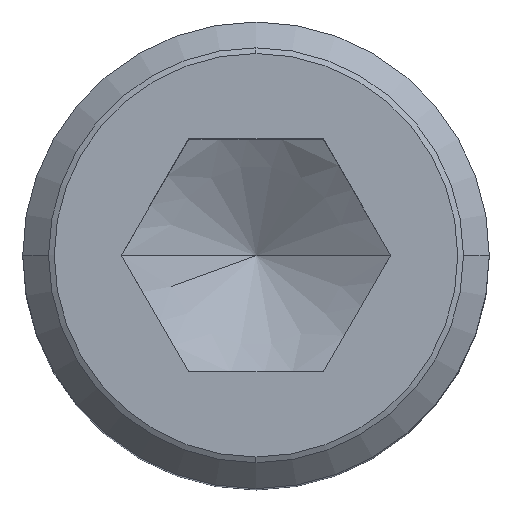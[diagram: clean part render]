
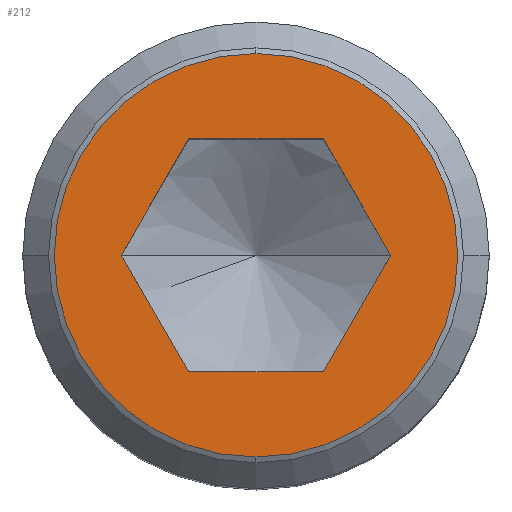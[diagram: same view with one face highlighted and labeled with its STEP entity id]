
A CAD part, top view. The second image highlights one B-rep face of the part: STEP entity #212.
In plain terms, the highlighted planar face has unit normal (0, 0, 1).
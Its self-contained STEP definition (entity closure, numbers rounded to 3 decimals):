
#140=EDGE_CURVE('',#250,#222,#357,.T.);
#152=VERTEX_POINT('',#370);
#154=EDGE_CURVE('',#280,#250,#372,.T.);
#156=EDGE_CURVE('',#202,#290,#374,.T.);
#190=EDGE_CURVE('',#222,#152,#408,.T.);
#200=VERTEX_POINT('',#418);
#202=VERTEX_POINT('',#420);
#204=EDGE_CURVE('',#152,#202,#422,.T.);
#212=ADVANCED_FACE('',(#431,#432),#433,.T.);
#214=EDGE_CURVE('',#234,#200,#435,.T.);
#222=VERTEX_POINT('',#445);
#230=EDGE_CURVE('',#200,#234,#453,.T.);
#234=VERTEX_POINT('',#457);
#250=VERTEX_POINT('',#476);
#280=VERTEX_POINT('',#511);
#290=VERTEX_POINT('',#522);
#296=EDGE_CURVE('',#290,#280,#528,.T.);
#357=LINE('',#604,#605);
#370=CARTESIAN_POINT('',(2.887,-5.0,0.));
#372=LINE('',#625,#626);
#374=LINE('',#629,#630);
#408=LINE('',#685,#686);
#418=CARTESIAN_POINT('',(0.,8.647,0.));
#420=CARTESIAN_POINT('',(-2.887,-5.0,0.));
#422=LINE('',#705,#706);
#431=FACE_BOUND('',#717,.T.);
#432=FACE_OUTER_BOUND('',#718,.T.);
#433=PLANE('',#719);
#435=CIRCLE('',#722,8.647);
#445=CARTESIAN_POINT('',(5.774,0.0,0.));
#453=CIRCLE('',#763,8.647);
#457=CARTESIAN_POINT('',(0.,-8.647,0.));
#476=CARTESIAN_POINT('',(2.887,5.0,0.));
#511=CARTESIAN_POINT('',(-2.887,5.0,0.));
#522=CARTESIAN_POINT('',(-5.774,0.0,0.));
#528=LINE('',#872,#873);
#604=CARTESIAN_POINT('',(5.052,1.25,0.));
#605=VECTOR('',#926,1.0);
#625=CARTESIAN_POINT('',(1.443,5.0,0.));
#626=VECTOR('',#937,1.0);
#629=CARTESIAN_POINT('',(-5.052,-1.25,0.));
#630=VECTOR('',#938,1.0);
#685=CARTESIAN_POINT('',(3.608,-3.75,0.));
#686=VECTOR('',#954,1.0);
#705=CARTESIAN_POINT('',(-1.443,-5.0,0.));
#706=VECTOR('',#962,1.0);
#717=EDGE_LOOP('',(#973,#974,#975,#976,#977,#978));
#718=EDGE_LOOP('',(#979,#980));
#719=AXIS2_PLACEMENT_3D('',#981,#982,#983);
#722=AXIS2_PLACEMENT_3D('',#984,#985,#986);
#763=AXIS2_PLACEMENT_3D('',#1005,#1006,#1007);
#872=CARTESIAN_POINT('',(-3.608,3.75,0.));
#873=VECTOR('',#1100,1.0);
#926=DIRECTION('',(0.5,-0.866,0.));
#937=DIRECTION('',(1.0,0.0,0.0));
#938=DIRECTION('',(-0.5,0.866,0.));
#954=DIRECTION('',(-0.5,-0.866,0.));
#962=DIRECTION('',(-1.0,0.0,0.0));
#973=ORIENTED_EDGE('',*,*,#156,.T.);
#974=ORIENTED_EDGE('',*,*,#296,.T.);
#975=ORIENTED_EDGE('',*,*,#154,.T.);
#976=ORIENTED_EDGE('',*,*,#140,.T.);
#977=ORIENTED_EDGE('',*,*,#190,.T.);
#978=ORIENTED_EDGE('',*,*,#204,.T.);
#979=ORIENTED_EDGE('',*,*,#230,.T.);
#980=ORIENTED_EDGE('',*,*,#214,.T.);
#981=CARTESIAN_POINT('',(-7.262,0.,0.));
#982=DIRECTION('',(0.0,0.0,1.0));
#983=DIRECTION('',(-1.0,0.,0.0));
#984=CARTESIAN_POINT('',(0.,0.,0.));
#985=DIRECTION('',(0.0,0.0,1.0));
#986=DIRECTION('',(0.,1.0,0.0));
#1005=CARTESIAN_POINT('',(0.,0.,0.));
#1006=DIRECTION('',(0.0,0.0,1.0));
#1007=DIRECTION('',(0.,1.0,0.0));
#1100=DIRECTION('',(0.5,0.866,0.));
